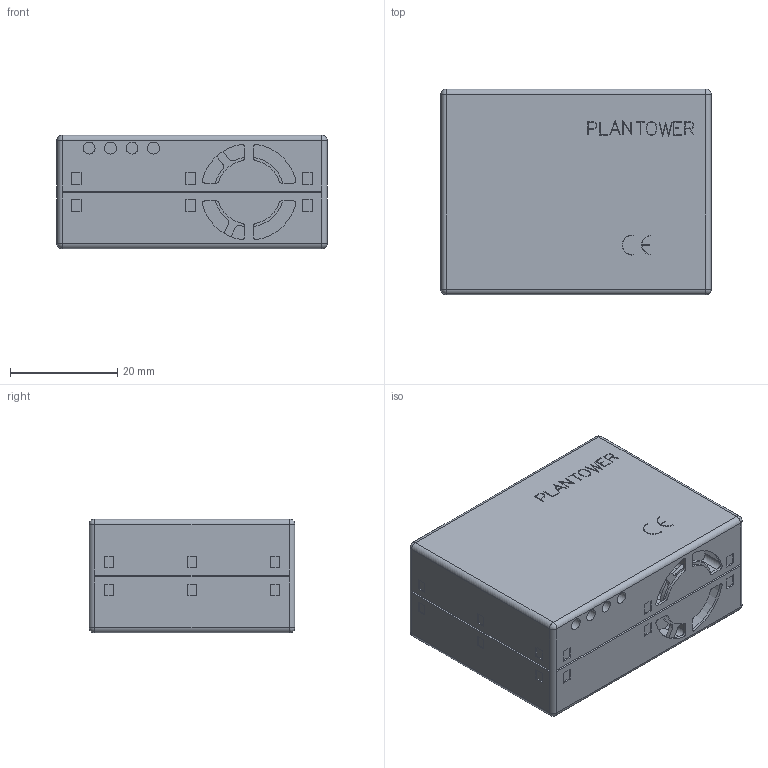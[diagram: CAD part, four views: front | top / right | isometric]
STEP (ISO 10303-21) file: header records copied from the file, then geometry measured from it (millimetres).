
FILE_DESCRIPTION(/* description */ (''),/* implementation_level */ '2;1');
FILE_NAME(/* name */ 'Plantonic PM2.5 Sensor.step',/* time_stamp */ '2024-01-29T14:37:52-07:00',/* author */ (''),/* organization */ (''),/* preprocessor_version */ 'ST-DEVELOPER v20',/* originating_system */ 'Autodesk Translation Framework v12.14.0.127',/* authorisation */ '');
FILE_SCHEMA (('AUTOMOTIVE_DESIGN { 1 0 10303 214 3 1 1 }'));
Length unit declared in the file: millimetre
Products named in the file (1): Plantonic PM2.5 Sensor
Bounding box: 50.35 x 38.3 x 21.17 mm (x, y, z)
Volume: 39448.9 mm3; surface area: 9512.2 mm2
Topology: 11 solids, 11 shells, 536 faces, 1335 edges, 876 vertices
Faces by surface type: plane 447, cylinder 81, sphere 8
Full cylindrical faces by diameter (mm): 2 x4, 2.23 x4
Entity records: 15850 total; most frequent: CARTESIAN_POINT 2748, ORIENTED_EDGE 2670, DIRECTION 2571, EDGE_CURVE 1335, LINE 1173, VECTOR 1173, VERTEX_POINT 876, AXIS2_PLACEMENT_3D 699
